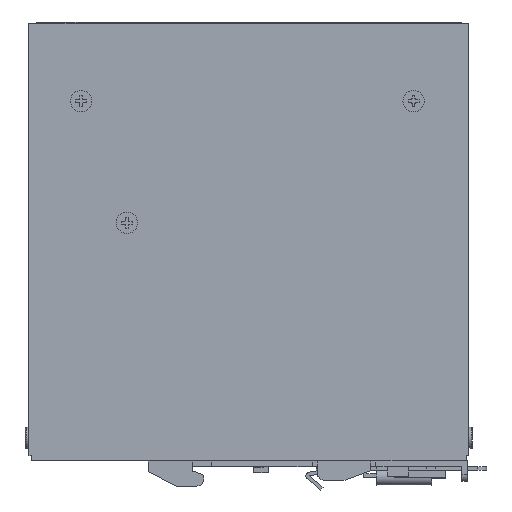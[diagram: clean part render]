
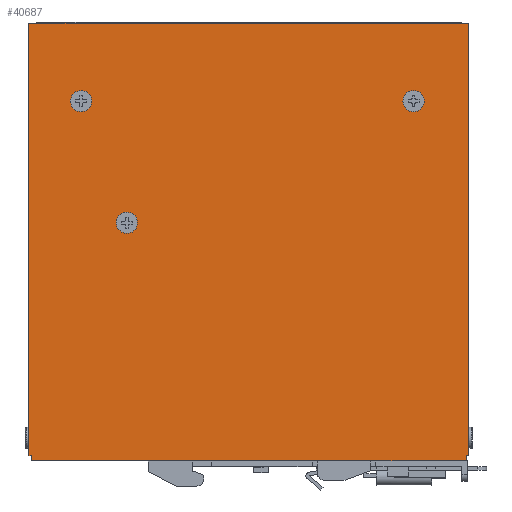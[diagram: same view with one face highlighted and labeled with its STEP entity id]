
A CAD part, left-side view. The second image highlights one B-rep face of the part: STEP entity #40687.
In plain terms, the highlighted planar face has unit normal (-1, 0, 0).
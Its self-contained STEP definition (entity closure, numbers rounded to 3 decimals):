
#186=CIRCLE('',#43032,3.);
#187=CIRCLE('',#43033,3.);
#188=CIRCLE('',#43034,3.);
#2007=ORIENTED_EDGE('',*,*,#13774,.F.);
#2008=ORIENTED_EDGE('',*,*,#13775,.F.);
#2009=ORIENTED_EDGE('',*,*,#13776,.F.);
#2010=ORIENTED_EDGE('',*,*,#13777,.T.);
#2011=ORIENTED_EDGE('',*,*,#12816,.F.);
#2012=ORIENTED_EDGE('',*,*,#13778,.F.);
#2013=ORIENTED_EDGE('',*,*,#13452,.F.);
#2014=ORIENTED_EDGE('',*,*,#13779,.T.);
#2015=ORIENTED_EDGE('',*,*,#13780,.F.);
#2016=ORIENTED_EDGE('',*,*,#12312,.F.);
#2017=ORIENTED_EDGE('',*,*,#13781,.T.);
#12312=EDGE_CURVE('',#18200,#18201,#22108,.T.);
#12816=EDGE_CURVE('',#18698,#18696,#22592,.T.);
#13452=EDGE_CURVE('',#19333,#19335,#23224,.T.);
#13774=EDGE_CURVE('',#19653,#19653,#186,.F.);
#13775=EDGE_CURVE('',#19654,#19654,#187,.F.);
#13776=EDGE_CURVE('',#19655,#19655,#188,.F.);
#13777=EDGE_CURVE('',#19656,#18696,#23544,.T.);
#13778=EDGE_CURVE('',#19335,#18698,#23545,.T.);
#13779=EDGE_CURVE('',#19333,#19657,#23546,.T.);
#13780=EDGE_CURVE('',#18201,#19657,#23547,.T.);
#13781=EDGE_CURVE('',#18200,#19656,#23548,.T.);
#18200=VERTEX_POINT('',#56484);
#18201=VERTEX_POINT('',#56486);
#18696=VERTEX_POINT('',#57501);
#18698=VERTEX_POINT('',#57505);
#19333=VERTEX_POINT('',#58777);
#19335=VERTEX_POINT('',#58780);
#19653=VERTEX_POINT('',#59422);
#19654=VERTEX_POINT('',#59424);
#19655=VERTEX_POINT('',#59426);
#19656=VERTEX_POINT('',#59428);
#19657=VERTEX_POINT('',#59431);
#22108=LINE('',#56485,#27753);
#22592=LINE('',#57506,#28237);
#23224=LINE('',#58779,#28869);
#23544=LINE('',#59427,#29189);
#23545=LINE('',#59429,#29190);
#23546=LINE('',#59430,#29191);
#23547=LINE('',#59432,#29192);
#23548=LINE('',#59433,#29193);
#27753=VECTOR('',#45677,1000.);
#28237=VECTOR('',#46239,1000.);
#28869=VECTOR('',#46881,1000.);
#29189=VECTOR('',#47215,1000.);
#29190=VECTOR('',#47216,1000.);
#29191=VECTOR('',#47217,1000.);
#29192=VECTOR('',#47218,1000.);
#29193=VECTOR('',#47219,1000.);
#33533=EDGE_LOOP('',(#2007));
#33534=EDGE_LOOP('',(#2008));
#33535=EDGE_LOOP('',(#2009));
#33536=EDGE_LOOP('',(#2010,#2011,#2012,#2013,#2014,#2015,#2016,#2017));
#36150=FACE_BOUND('',#33533,.T.);
#36151=FACE_BOUND('',#33534,.T.);
#36152=FACE_BOUND('',#33535,.T.);
#36153=FACE_BOUND('',#33536,.T.);
#38530=PLANE('',#43031);
#40687=ADVANCED_FACE('',(#36150,#36151,#36152,#36153),#38530,.F.);
#43031=AXIS2_PLACEMENT_3D('',#59420,#47207,#47208);
#43032=AXIS2_PLACEMENT_3D('',#59421,#47209,#47210);
#43033=AXIS2_PLACEMENT_3D('',#59423,#47211,#47212);
#43034=AXIS2_PLACEMENT_3D('',#59425,#47213,#47214);
#45677=DIRECTION('',(0.,1.,0.));
#46239=DIRECTION('',(0.,0.,-1.));
#46881=DIRECTION('',(0.,0.,1.));
#47207=DIRECTION('',(1.,0.,0.));
#47208=DIRECTION('',(0.,0.,-1.));
#47209=DIRECTION('',(1.,0.,0.));
#47210=DIRECTION('',(0.,0.,-1.));
#47211=DIRECTION('',(1.,0.,0.));
#47212=DIRECTION('',(0.,0.,-1.));
#47213=DIRECTION('',(1.,0.,0.));
#47214=DIRECTION('',(0.,0.,-1.));
#47215=DIRECTION('',(0.,-1.,0.));
#47216=DIRECTION('',(0.,-1.,0.));
#47217=DIRECTION('',(0.,-1.,0.));
#47218=DIRECTION('',(0.,0.,1.));
#47219=DIRECTION('',(0.,0.,1.));
#56484=CARTESIAN_POINT('',(-25.,0.8,0.));
#56485=CARTESIAN_POINT('',(-25.,0.,0.));
#56486=CARTESIAN_POINT('',(-25.,123.2,0.));
#57501=CARTESIAN_POINT('',(-25.,0.,1.5));
#57505=CARTESIAN_POINT('',(-25.,0.,123.4));
#57506=CARTESIAN_POINT('',(-25.,0.,123.7));
#58777=CARTESIAN_POINT('',(-25.,124.,1.5));
#58779=CARTESIAN_POINT('',(-25.,124.,0.));
#58780=CARTESIAN_POINT('',(-25.,124.,123.4));
#59420=CARTESIAN_POINT('',(-25.,0.,0.));
#59421=CARTESIAN_POINT('',(-25.,109.3,101.4));
#59422=CARTESIAN_POINT('',(-25.,109.3,98.4));
#59423=CARTESIAN_POINT('',(-25.,15.6,101.4));
#59424=CARTESIAN_POINT('',(-25.,15.6,98.4));
#59425=CARTESIAN_POINT('',(-25.,96.4,67.1));
#59426=CARTESIAN_POINT('',(-25.,96.4,64.1));
#59427=CARTESIAN_POINT('',(-25.,0.8,1.5));
#59428=CARTESIAN_POINT('',(-25.,0.8,1.5));
#59429=CARTESIAN_POINT('',(-25.,0.,123.4));
#59430=CARTESIAN_POINT('',(-25.,124.8,1.5));
#59431=CARTESIAN_POINT('',(-25.,123.2,1.5));
#59432=CARTESIAN_POINT('',(-25.,123.2,0.));
#59433=CARTESIAN_POINT('',(-25.,0.8,0.));
